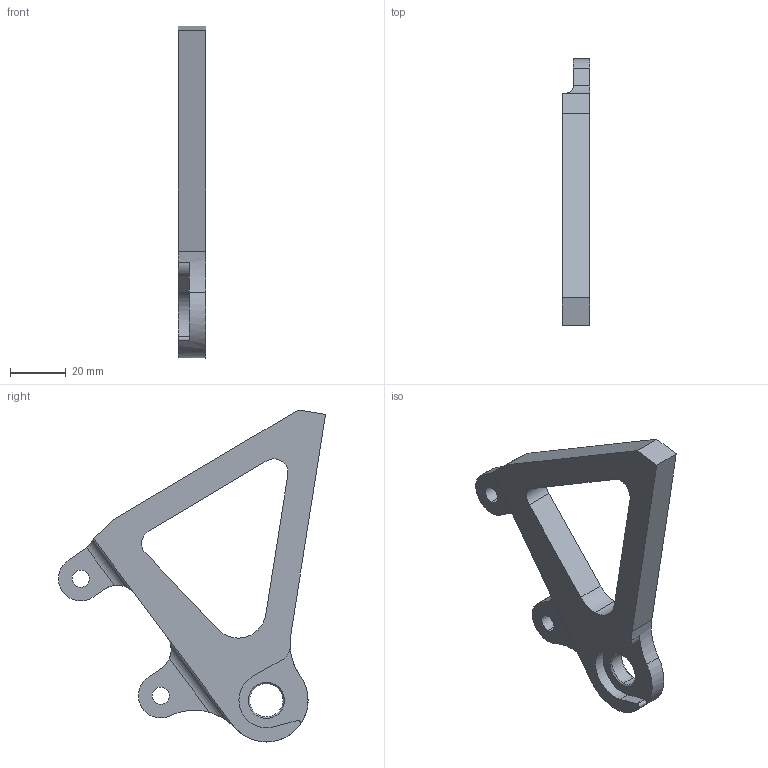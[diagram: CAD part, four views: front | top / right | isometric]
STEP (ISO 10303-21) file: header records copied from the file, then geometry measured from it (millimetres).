
FILE_DESCRIPTION (( 'STEP AP203' ), '1' );
FILE_NAME ('BASE-52.5-GAUCHE.STEP', '2023-03-27T08:12:25', ( 'uesrf' ), ( '' ), 'SwSTEP 2.0', 'SolidWorks 2021', '' );
FILE_SCHEMA (( 'CONFIG_CONTROL_DESIGN' ));
Length unit declared in the file: millimetre
Products named in the file (1): BASE-52.5-GAUCHE
Bounding box: 10 x 96.1 x 119.5 mm (x, y, z)
Volume: 36571.8 mm3; surface area: 13944.2 mm2
Topology: 1 solids, 1 shells, 51 faces, 139 edges, 90 vertices
Faces by surface type: cylinder 28, plane 18, cone 4, torus 1
Entity records: 1777 total; most frequent: CARTESIAN_POINT 349, DIRECTION 296, ORIENTED_EDGE 278, EDGE_CURVE 139, AXIS2_PLACEMENT_3D 111, VERTEX_POINT 90, LINE 74, VECTOR 74
